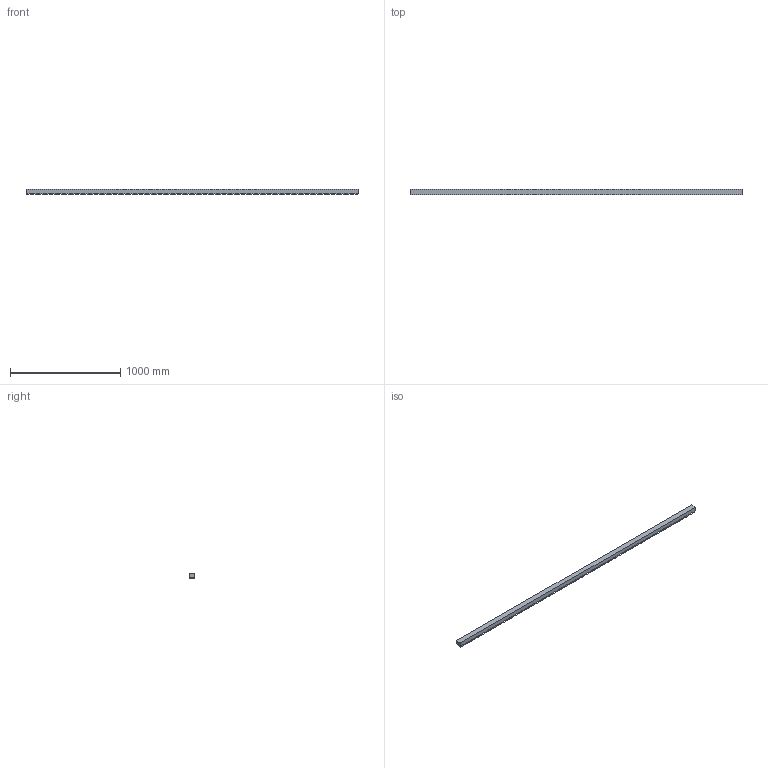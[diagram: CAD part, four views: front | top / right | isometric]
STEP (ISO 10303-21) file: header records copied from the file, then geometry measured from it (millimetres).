
FILE_DESCRIPTION(('STEP AP214'),'1');
FILE_NAME('146-050-030.stp','2017-10-09T07:41:00',('TraceParts'),('TraceParts S.A.'),'Spatial InterOp 3D',' ',' ');
FILE_SCHEMA(('automotive_design'));
Length unit declared in the file: millimetre
Products named in the file (1): 146-050-030
Bounding box: 3015.11 x 50 x 49.7 mm (x, y, z)
Volume: 6693920.8 mm3; surface area: 724358 mm2
Topology: 1 solids, 1 shells, 774 faces, 2316 edges, 1544 vertices
Faces by surface type: plane 774
Entity records: 31717 total; most frequent: CARTESIAN_POINT 4635, ORIENTED_EDGE 4632, DIRECTION 3866, EDGE_CURVE 2316, LINE 2316, VECTOR 2316, VERTEX_POINT 1544, STYLED_ITEM 775
